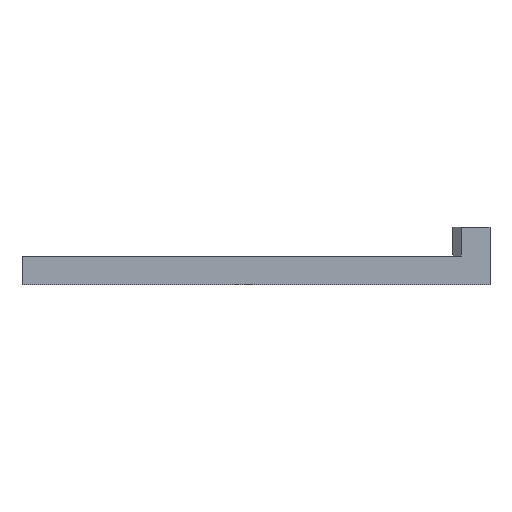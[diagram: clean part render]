
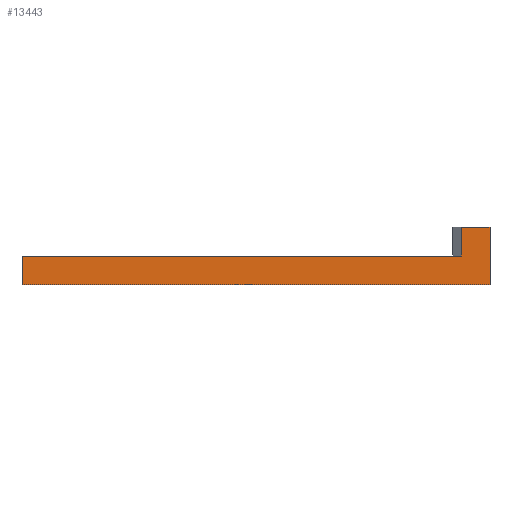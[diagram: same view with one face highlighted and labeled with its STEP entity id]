
A CAD part, front view. The second image highlights one B-rep face of the part: STEP entity #13443.
In plain terms, the highlighted planar face has unit normal (0, -1, 0).
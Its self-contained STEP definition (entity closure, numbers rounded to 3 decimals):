
#13388=CARTESIAN_POINT('',(-342.675,-113.15,492.625));
#13389=DIRECTION('',(0.,-1.,0.));
#13390=DIRECTION('',(1.,0.,-0.));
#13391=AXIS2_PLACEMENT_3D('',#13388,#13389,#13390);
#13392=PLANE('',#13391);
#13393=CARTESIAN_POINT('',(-344.011,-113.15,492.625));
#13394=VERTEX_POINT('',#13393);
#13395=CARTESIAN_POINT('',(-340.011,-113.15,492.625));
#13396=VERTEX_POINT('',#13395);
#13397=CARTESIAN_POINT('',(-344.011,-113.15,492.625));
#13398=DIRECTION('',(1.,0.,-0.));
#13399=VECTOR('',#13398,4.);
#13400=LINE('',#13397,#13399);
#13401=EDGE_CURVE('',#13394,#13396,#13400,.T.);
#13402=ORIENTED_EDGE('',*,*,#13401,.F.);
#13403=CARTESIAN_POINT('',(-344.011,-113.15,488.625));
#13404=VERTEX_POINT('',#13403);
#13405=CARTESIAN_POINT('',(-344.011,-113.15,492.625));
#13406=DIRECTION('',(-0.,0.,-1.));
#13407=VECTOR('',#13406,4.);
#13408=LINE('',#13405,#13407);
#13409=EDGE_CURVE('',#13394,#13404,#13408,.T.);
#13410=ORIENTED_EDGE('',*,*,#13409,.T.);
#13411=CARTESIAN_POINT('',(-405.17,-113.15,488.625));
#13412=VERTEX_POINT('',#13411);
#13413=CARTESIAN_POINT('',(-344.011,-113.15,488.625));
#13414=DIRECTION('',(-1.,0.,0.));
#13415=VECTOR('',#13414,61.159);
#13416=LINE('',#13413,#13415);
#13417=EDGE_CURVE('',#13404,#13412,#13416,.T.);
#13418=ORIENTED_EDGE('',*,*,#13417,.T.);
#13419=CARTESIAN_POINT('',(-405.17,-113.15,484.625));
#13420=VERTEX_POINT('',#13419);
#13421=CARTESIAN_POINT('',(-405.17,-113.15,488.625));
#13422=DIRECTION('',(-0.,0.,-1.));
#13423=VECTOR('',#13422,4.);
#13424=LINE('',#13421,#13423);
#13425=EDGE_CURVE('',#13412,#13420,#13424,.T.);
#13426=ORIENTED_EDGE('',*,*,#13425,.T.);
#13427=CARTESIAN_POINT('',(-340.011,-113.15,484.625));
#13428=VERTEX_POINT('',#13427);
#13429=CARTESIAN_POINT('',(-405.17,-113.15,484.625));
#13430=DIRECTION('',(1.,-0.,-0.));
#13431=VECTOR('',#13430,65.159);
#13432=LINE('',#13429,#13431);
#13433=EDGE_CURVE('',#13420,#13428,#13432,.T.);
#13434=ORIENTED_EDGE('',*,*,#13433,.T.);
#13435=CARTESIAN_POINT('',(-340.011,-113.15,492.625));
#13436=DIRECTION('',(-0.,0.,-1.));
#13437=VECTOR('',#13436,8.);
#13438=LINE('',#13435,#13437);
#13439=EDGE_CURVE('',#13396,#13428,#13438,.T.);
#13440=ORIENTED_EDGE('',*,*,#13439,.F.);
#13441=EDGE_LOOP('',(#13402,#13410,#13418,#13426,#13434,#13440));
#13442=FACE_BOUND('',#13441,.T.);
#13443=ADVANCED_FACE('',(#13442),#13392,.T.);
